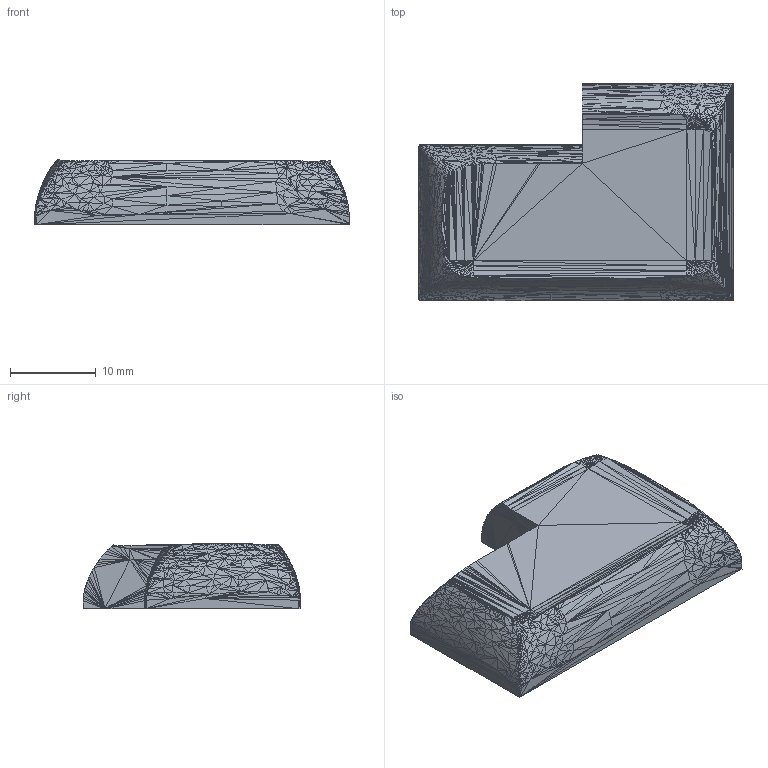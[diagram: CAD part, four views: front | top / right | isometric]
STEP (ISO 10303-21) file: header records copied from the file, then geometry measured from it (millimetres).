
FILE_DESCRIPTION(('FreeCAD Model'),'2;1');
FILE_NAME('Open CASCADE Shape Model','2022-02-09T12:34:31',('Author'),( ''),'Open CASCADE STEP processor 7.5','FreeCAD','Unknown');
FILE_SCHEMA(('AUTOMOTIVE_DESIGN { 1 0 10303 214 1 1 1 1 }'));
Products named in the file (1): Magnificent_Elzing_Uusam001
Bounding box: 36.7 x 25.35 x 7.64 mm (x, y, z)
Surface area: 3157.1 mm2 (no closed solid volume)
Topology: 0 solids, 1 shells, 3542 faces, 5313 edges, 1771 vertices
Faces by surface type: plane 3542
Entity records: 69099 total; most frequent: DIRECTION 12399, CARTESIAN_POINT 10627, ORIENTED_EDGE 10626, EDGE_CURVE 5313, LINE 5313, VECTOR 5313, AXIS2_PLACEMENT_3D 3543, ADVANCED_FACE 3542
